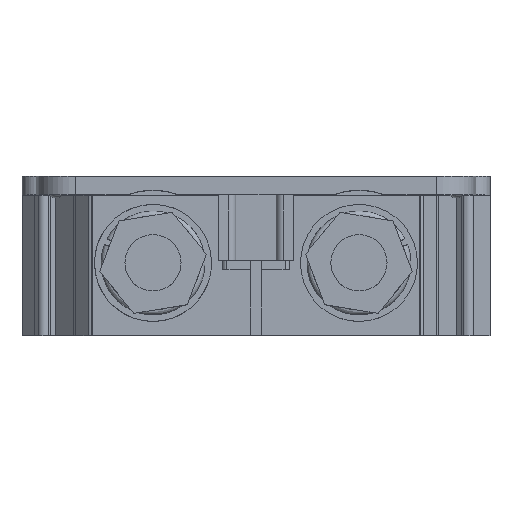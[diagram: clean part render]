
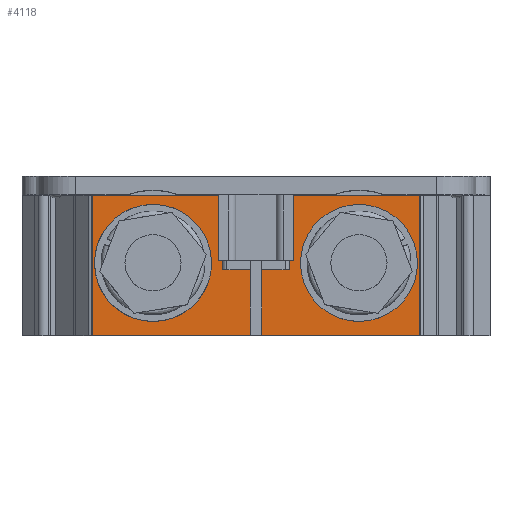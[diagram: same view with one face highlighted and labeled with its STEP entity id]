
A CAD part, top view. The second image highlights one B-rep face of the part: STEP entity #4118.
In plain terms, the highlighted planar face has unit normal (0, 0, 1).
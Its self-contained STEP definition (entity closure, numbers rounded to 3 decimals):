
#144=CIRCLE('',#5868,6.25);
#145=CIRCLE('',#5870,6.25);
#1322=ORIENTED_EDGE('',*,*,#2016,.F.);
#1323=ORIENTED_EDGE('',*,*,#2017,.T.);
#1324=ORIENTED_EDGE('',*,*,#1946,.T.);
#1325=ORIENTED_EDGE('',*,*,#2018,.T.);
#1326=ORIENTED_EDGE('',*,*,#2015,.T.);
#1327=ORIENTED_EDGE('',*,*,#2014,.F.);
#1946=EDGE_CURVE('',#2383,#2382,#2789,.T.);
#2014=EDGE_CURVE('',#2417,#2417,#144,.T.);
#2015=EDGE_CURVE('',#2418,#2418,#145,.T.);
#2016=EDGE_CURVE('',#2419,#2420,#2845,.T.);
#2017=EDGE_CURVE('',#2419,#2383,#2846,.T.);
#2018=EDGE_CURVE('',#2382,#2420,#2847,.T.);
#2382=VERTEX_POINT('',#8584);
#2383=VERTEX_POINT('',#8586);
#2417=VERTEX_POINT('',#8724);
#2418=VERTEX_POINT('',#8727);
#2419=VERTEX_POINT('',#8730);
#2420=VERTEX_POINT('',#8731);
#2789=LINE('',#8585,#3220);
#2845=LINE('',#8729,#3276);
#2846=LINE('',#8732,#3277);
#2847=LINE('',#8733,#3278);
#3220=VECTOR('',#6796,1000.);
#3276=VECTOR('',#6956,1000.);
#3277=VECTOR('',#6957,1000.);
#3278=VECTOR('',#6958,1000.);
#3513=EDGE_LOOP('',(#1322,#1323,#1324,#1325));
#3514=EDGE_LOOP('',(#1326));
#3515=EDGE_LOOP('',(#1327));
#3754=FACE_BOUND('',#3513,.T.);
#3755=FACE_BOUND('',#3514,.T.);
#3756=FACE_BOUND('',#3515,.T.);
#3900=PLANE('',#5871);
#4118=ADVANCED_FACE('',(#3754,#3755,#3756),#3900,.T.);
#5868=AXIS2_PLACEMENT_3D('',#8723,#6948,#6949);
#5870=AXIS2_PLACEMENT_3D('',#8726,#6952,#6953);
#5871=AXIS2_PLACEMENT_3D('',#8728,#6954,#6955);
#6796=DIRECTION('',(1.,0.,0.));
#6948=DIRECTION('',(0.,0.,1.));
#6949=DIRECTION('',(1.,0.,0.));
#6952=DIRECTION('',(0.,0.,-1.));
#6953=DIRECTION('',(0.936,0.353,0.));
#6954=DIRECTION('',(0.,0.,1.));
#6955=DIRECTION('',(1.,0.,0.));
#6956=DIRECTION('',(1.,0.,0.));
#6957=DIRECTION('',(0.,-1.,0.));
#6958=DIRECTION('',(0.,1.,0.));
#8584=CARTESIAN_POINT('',(17.858,-17.,3.974));
#8585=CARTESIAN_POINT('',(-17.142,-17.,3.974));
#8586=CARTESIAN_POINT('',(-17.142,-17.,3.974));
#8723=CARTESIAN_POINT('',(-10.642,-9.25,3.974));
#8724=CARTESIAN_POINT('',(-4.392,-9.25,3.974));
#8726=CARTESIAN_POINT('',(11.362,-9.25,3.974));
#8727=CARTESIAN_POINT('',(17.209,-7.042,3.974));
#8728=CARTESIAN_POINT('',(13.861,-2.75,3.974));
#8729=CARTESIAN_POINT('',(13.861,-2.,3.974));
#8730=CARTESIAN_POINT('',(-17.142,-2.,3.974));
#8731=CARTESIAN_POINT('',(17.858,-2.,3.974));
#8732=CARTESIAN_POINT('',(-17.142,-2.75,3.974));
#8733=CARTESIAN_POINT('',(17.858,-15.75,3.974));
